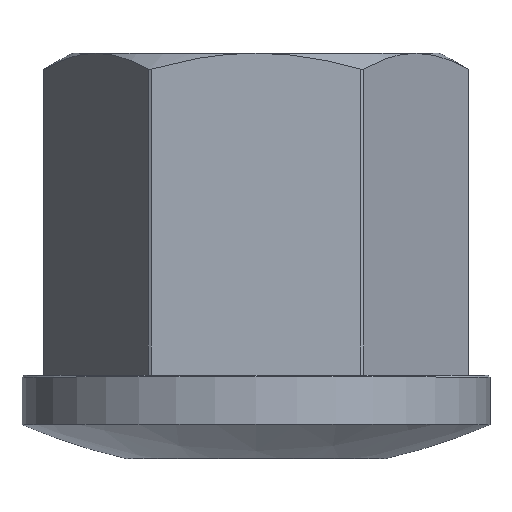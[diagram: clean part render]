
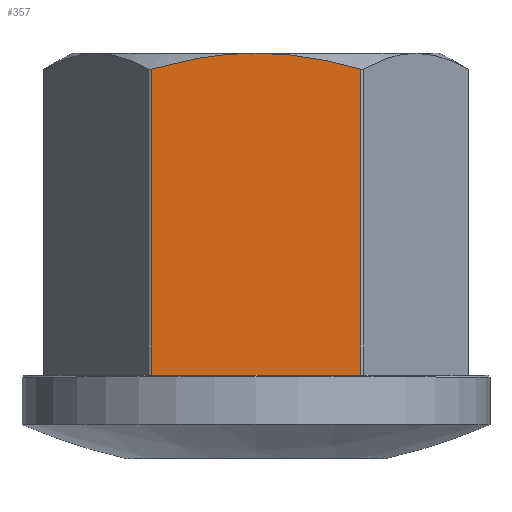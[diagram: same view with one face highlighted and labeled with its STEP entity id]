
A CAD part, top view. The second image highlights one B-rep face of the part: STEP entity #357.
In plain terms, the highlighted planar face has unit normal (0, 0, 1).
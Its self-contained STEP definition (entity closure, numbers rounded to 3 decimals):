
#14 = VECTOR ( 'NONE', #282, 1000. ) ;
#65 = AXIS2_PLACEMENT_3D ( 'NONE', #301, #300, #299 ) ;
#117 = CARTESIAN_POINT ( 'NONE',  ( -8.518, 31.601, 15. ) ) ;
#126 = DIRECTION ( 'NONE',  ( 0., -1., 0. ) ) ;
#137 = CARTESIAN_POINT ( 'NONE',  ( -8.518, 6.758, 15. ) ) ;
#146 = DIRECTION ( 'NONE',  ( 0., 1., 0. ) ) ;
#177 = CARTESIAN_POINT ( 'NONE',  ( 8.518, 0., 15. ) ) ;
#198 = CARTESIAN_POINT ( 'NONE',  ( -8.518, 0., 15. ) ) ;
#221 = CARTESIAN_POINT ( 'NONE',  ( 0., 32.9, 15. ) ) ;
#282 = DIRECTION ( 'NONE',  ( 1., 0., 0. ) ) ;
#283 = CARTESIAN_POINT ( 'NONE',  ( -8.66, 6.758, 15. ) ) ;
#299 = DIRECTION ( 'NONE',  ( 1., 0., 0. ) ) ;
#300 = DIRECTION ( 'NONE',  ( 0., 0., 1. ) ) ;
#301 = CARTESIAN_POINT ( 'NONE',  ( -8.66, 0., 15. ) ) ;
#306 = PLANE ( 'NONE',  #65 ) ;
#357 = ADVANCED_FACE ( 'NONE', ( #966 ), #306, .T. ) ;
#363 = EDGE_CURVE ( 'NONE', #491, #590, #973, .T. ) ;
#416 = EDGE_CURVE ( 'NONE', #533, #649, #689, .T. ) ;
#423 = EDGE_CURVE ( 'NONE', #481, #533, #692, .T. ) ;
#460 = EDGE_CURVE ( 'NONE', #649, #590, #986, .T. ) ;
#461 = EDGE_CURVE ( 'NONE', #491, #481, #984, .T. ) ;
#467 = ORIENTED_EDGE ( 'NONE', *, *, #460, .F. ) ;
#478 = ORIENTED_EDGE ( 'NONE', *, *, #423, .F. ) ;
#481 = VERTEX_POINT ( 'NONE', #117 ) ;
#491 = VERTEX_POINT ( 'NONE', #137 ) ;
#495 = ORIENTED_EDGE ( 'NONE', *, *, #363, .T. ) ;
#497 = ORIENTED_EDGE ( 'NONE', *, *, #461, .F. ) ;
#528 = ORIENTED_EDGE ( 'NONE', *, *, #416, .F. ) ;
#533 = VERTEX_POINT ( 'NONE', #221 ) ;
#590 = VERTEX_POINT ( 'NONE', #1148 ) ;
#649 = VERTEX_POINT ( 'NONE', #1133 ) ;
#689 = B_SPLINE_CURVE_WITH_KNOTS ( 'NONE', 3,
 ( #802, #704, #765, #724, #742, #707, #739, #723 ),
 .UNSPECIFIED., .F., .F.,
 ( 4, 2, 2, 4 ),
 ( 0.024, 0.026, 0.029, 0.033 ),
 .UNSPECIFIED. ) ;
#692 = B_SPLINE_CURVE_WITH_KNOTS ( 'NONE', 3,
 ( #773, #734, #771, #759, #745, #826 ),
 .UNSPECIFIED., .F., .F.,
 ( 4, 2, 4 ),
 ( 0.016, 0.02, 0.024 ),
 .UNSPECIFIED. ) ;
#704 = CARTESIAN_POINT ( 'NONE',  ( 0.72, 32.9, 15. ) ) ;
#707 = CARTESIAN_POINT ( 'NONE',  ( 5.744, 32.32, 15. ) ) ;
#723 = CARTESIAN_POINT ( 'NONE',  ( 8.518, 31.601, 15. ) ) ;
#724 = CARTESIAN_POINT ( 'NONE',  ( 2.89, 32.75, 15. ) ) ;
#734 = CARTESIAN_POINT ( 'NONE',  ( -7.132, 31.996, 15. ) ) ;
#739 = CARTESIAN_POINT ( 'NONE',  ( 7.14, 31.994, 15. ) ) ;
#742 = CARTESIAN_POINT ( 'NONE',  ( 3.61, 32.661, 15. ) ) ;
#745 = CARTESIAN_POINT ( 'NONE',  ( -1.439, 32.9, 15. ) ) ;
#759 = CARTESIAN_POINT ( 'NONE',  ( -2.869, 32.778, 15. ) ) ;
#765 = CARTESIAN_POINT ( 'NONE',  ( 1.442, 32.87, 15. ) ) ;
#771 = CARTESIAN_POINT ( 'NONE',  ( -5.712, 32.327, 15. ) ) ;
#773 = CARTESIAN_POINT ( 'NONE',  ( -8.518, 31.601, 15. ) ) ;
#802 = CARTESIAN_POINT ( 'NONE',  ( 0., 32.9, 15. ) ) ;
#826 = CARTESIAN_POINT ( 'NONE',  ( 0., 32.9, 15. ) ) ;
#842 = VECTOR ( 'NONE', #126, 1000. ) ;
#870 = VECTOR ( 'NONE', #146, 1000. ) ;
#914 = EDGE_LOOP ( 'NONE', ( #497, #495, #467, #528, #478 ) ) ;
#966 = FACE_OUTER_BOUND ( 'NONE', #914, .T. ) ;
#973 = LINE ( 'NONE', #283, #14 ) ;
#984 = LINE ( 'NONE', #198, #870 ) ;
#986 = LINE ( 'NONE', #177, #842 ) ;
#1133 = CARTESIAN_POINT ( 'NONE',  ( 8.518, 31.601, 15. ) ) ;
#1148 = CARTESIAN_POINT ( 'NONE',  ( 8.518, 6.758, 15. ) ) ;
